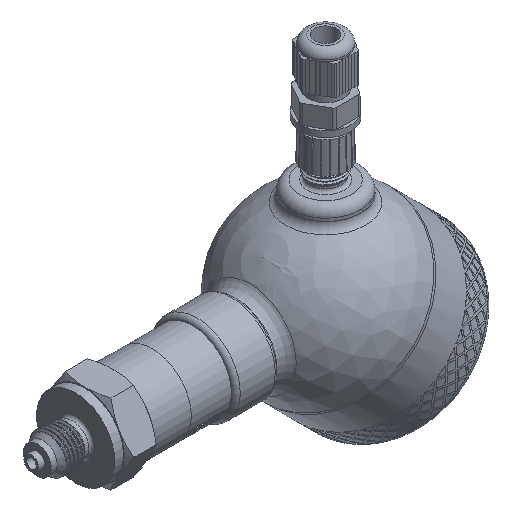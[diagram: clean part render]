
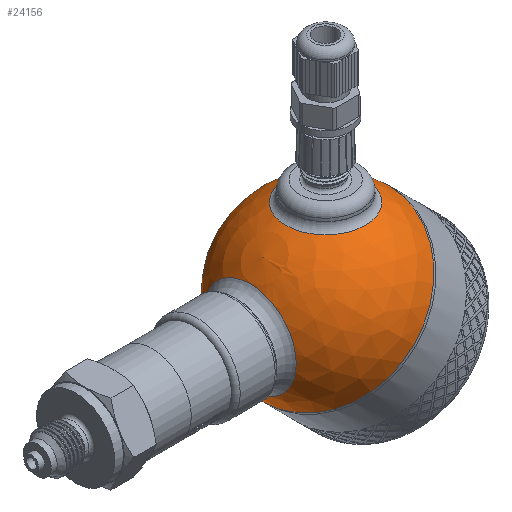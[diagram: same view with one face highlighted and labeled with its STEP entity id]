
A CAD part, isometric view. The second image highlights one B-rep face of the part: STEP entity #24156.
In plain terms, the highlighted spherical face has radius 30 mm.
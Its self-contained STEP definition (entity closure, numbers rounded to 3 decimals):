
#56=SPHERICAL_SURFACE('',#25598,30.);
#110=FACE_BOUND('',#3455,.T.);
#111=FACE_BOUND('',#3456,.T.);
#1883=FACE_OUTER_BOUND('',#3454,.T.);
#3454=EDGE_LOOP('',(#17655,#17656,#17657,#17658));
#3455=EDGE_LOOP('',(#17659));
#3456=EDGE_LOOP('',(#17660));
#4873=CIRCLE('',#25521,30.);
#4874=CIRCLE('',#25522,30.);
#4901=CIRCLE('',#25594,13.5);
#4904=CIRCLE('',#25599,30.);
#4905=CIRCLE('',#25600,15.643);
#9477=VERTEX_POINT('',#33264);
#9478=VERTEX_POINT('',#33266);
#10005=VERTEX_POINT('',#40030);
#10007=VERTEX_POINT('',#40037);
#10008=VERTEX_POINT('',#40039);
#12063=EDGE_CURVE('',#9477,#9478,#4873,.T.);
#12064=EDGE_CURVE('',#9478,#9477,#4874,.T.);
#12857=EDGE_CURVE('',#10005,#10005,#4901,.T.);
#12860=EDGE_CURVE('',#9478,#10007,#4904,.T.);
#12861=EDGE_CURVE('',#10008,#10008,#4905,.T.);
#17655=ORIENTED_EDGE('',*,*,#12064,.F.);
#17656=ORIENTED_EDGE('',*,*,#12860,.T.);
#17657=ORIENTED_EDGE('',*,*,#12860,.F.);
#17658=ORIENTED_EDGE('',*,*,#12063,.F.);
#17659=ORIENTED_EDGE('',*,*,#12861,.F.);
#17660=ORIENTED_EDGE('',*,*,#12857,.F.);
#24156=ADVANCED_FACE('',(#1883,#110,#111),#56,.T.);
#25521=AXIS2_PLACEMENT_3D('',#33267,#26806,#26807);
#25522=AXIS2_PLACEMENT_3D('',#33268,#26808,#26809);
#25594=AXIS2_PLACEMENT_3D('',#40031,#27230,#27231);
#25598=AXIS2_PLACEMENT_3D('',#40036,#27238,#27239);
#25599=AXIS2_PLACEMENT_3D('',#40038,#27240,#27241);
#25600=AXIS2_PLACEMENT_3D('',#40040,#27242,#27243);
#26806=DIRECTION('center_axis',(1.,0.,0.));
#26807=DIRECTION('ref_axis',(0.,1.,0.));
#26808=DIRECTION('center_axis',(1.,0.,0.));
#26809=DIRECTION('ref_axis',(0.,1.,0.));
#27230=DIRECTION('center_axis',(-0.707,0.,-0.707));
#27231=DIRECTION('ref_axis',(-0.707,0.,0.707));
#27238=DIRECTION('center_axis',(1.,0.,0.));
#27239=DIRECTION('ref_axis',(0.,-1.,0.));
#27240=DIRECTION('center_axis',(0.,0.,1.));
#27241=DIRECTION('ref_axis',(0.,1.,0.));
#27242=DIRECTION('center_axis',(-0.707,0.,0.707));
#27243=DIRECTION('ref_axis',(0.707,0.,0.707));
#33264=CARTESIAN_POINT('',(0.,-30.,0.));
#33266=CARTESIAN_POINT('',(0.,30.,0.));
#33267=CARTESIAN_POINT('Origin',(0.,0.,0.));
#33268=CARTESIAN_POINT('Origin',(0.,0.,0.));
#40030=CARTESIAN_POINT('',(-9.398,0.,-28.49));
#40031=CARTESIAN_POINT('Origin',(-18.944,0.,-18.944));
#40036=CARTESIAN_POINT('Origin',(0.,0.,0.));
#40037=CARTESIAN_POINT('',(-30.,0.,0.));
#40038=CARTESIAN_POINT('Origin',(0.,0.,0.));
#40039=CARTESIAN_POINT('',(-29.162,0.,7.04));
#40040=CARTESIAN_POINT('Origin',(-18.101,0.,18.101));
